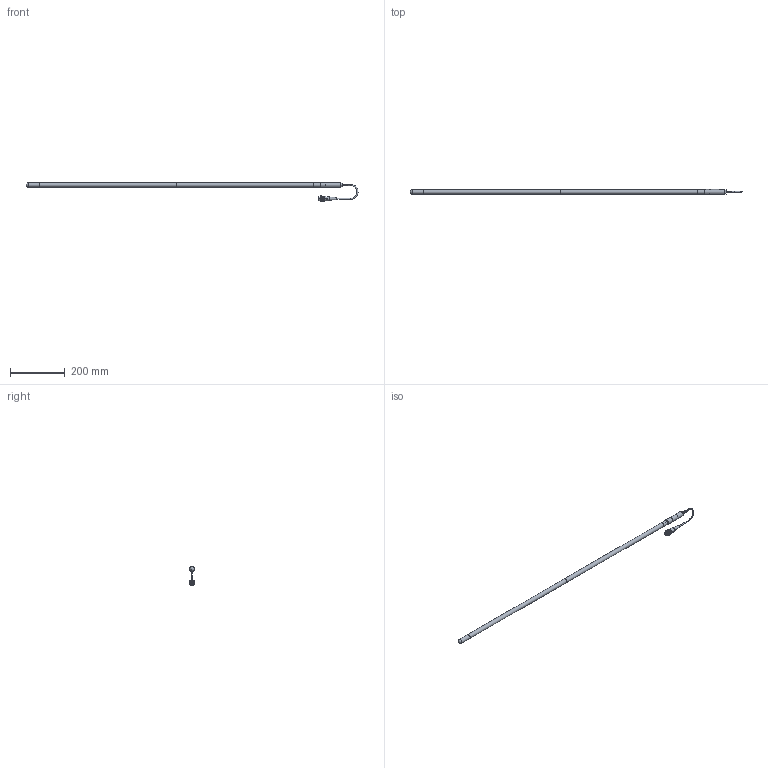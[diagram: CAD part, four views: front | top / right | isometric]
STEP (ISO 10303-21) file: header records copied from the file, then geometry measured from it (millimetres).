
FILE_DESCRIPTION(/* description */ (''),/* implementation_level */ '2;1');
FILE_NAME(/* name */ '1610 81050_XS8GV-1050_1150L10.stp',/* time_stamp */ '2025-06-14T12:07:20+02:00',/* author */ ('kuttig'),/* organization */ (''),/* preprocessor_version */ 'ST-DEVELOPER v16.13',/* originating_system */ 'Autodesk Inventor 2018',/* authorisation */ '');
FILE_SCHEMA (('AUTOMOTIVE_DESIGN { 1 0 10303 214 3 1 1 }'));
Length unit declared in the file: millimetre
Products named in the file (1): 1610 81050_XS8GV-1050_1150L10_Shrinkwrap_1
Bounding box: 1211.23 x 19.9 x 68.95 mm (x, y, z)
Volume: 237610.5 mm3; surface area: 77533 mm2
Topology: 11 solids, 11 shells, 441 faces, 1174 edges, 767 vertices
Faces by surface type: plane 356, cylinder 46, cone 22, bspline 7, torus 5, sphere 5
Full cylindrical faces by diameter (mm): 1 x2, 1.49 x3, 1.5 x2, 2.459 x1, 3 x1, 3.7 x2, 5.917 x5, 6.3 x1, 7 x2, 9 x1, 10 x1, 10.2 x1, 13.6 x1, 13.9 x1, 14 x1, 14.918 x1, 16 x4, 17.1 x1, 18 x1, 19.9 x1
Entity records: 18266 total; most frequent: CARTESIAN_POINT 6887, DIRECTION 2314, ORIENTED_EDGE 2166, EDGE_CURVE 1083, AXIS2_PLACEMENT_3D 814, VERTEX_POINT 740, LINE 686, VECTOR 686
